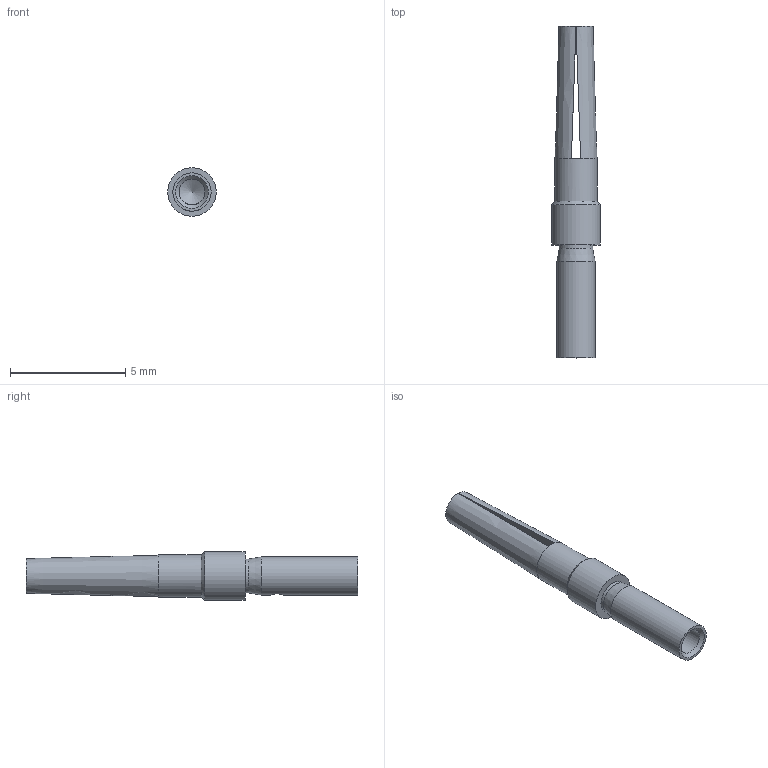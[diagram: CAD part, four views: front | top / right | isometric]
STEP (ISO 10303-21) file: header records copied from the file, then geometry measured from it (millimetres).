
FILE_DESCRIPTION(/* description */ (''),/* implementation_level */ '2;1');
FILE_NAME(/* name */ 'SGF-0.52.stp',/* time_stamp */ '2023-07-31T14:06:14+08:00',/* author */ (''),/* organization */ (''),/* preprocessor_version */ 'ST-DEVELOPER v11',/* originating_system */ 'SIEMENS PLM Software NX 7.5',/* authorisation */ '');
FILE_SCHEMA (('CONFIG_CONTROL_DESIGN'));
Length unit declared in the file: millimetre
Products named in the file (1): fang57B4my2m
Bounding box: 2.1 x 14.4 x 2.1 mm (x, y, z)
Volume: 23.3 mm3; surface area: 124.2 mm2
Topology: 1 solids, 1 shells, 34 faces, 87 edges, 55 vertices
Faces by surface type: cone 13, plane 12, cylinder 7, torus 2
Full cylindrical faces by diameter (mm): 0.6 x1, 1.12 x1, 1.15 x1, 1.46 x1, 1.66 x1, 1.83 x1, 2.1 x1
Entity records: 1148 total; most frequent: CARTESIAN_POINT 343, DIRECTION 152, ORIENTED_EDGE 134, AXIS2_PLACEMENT_3D 68, EDGE_CURVE 67, VERTEX_POINT 49, EDGE_LOOP 48, ADVANCED_FACE 34
